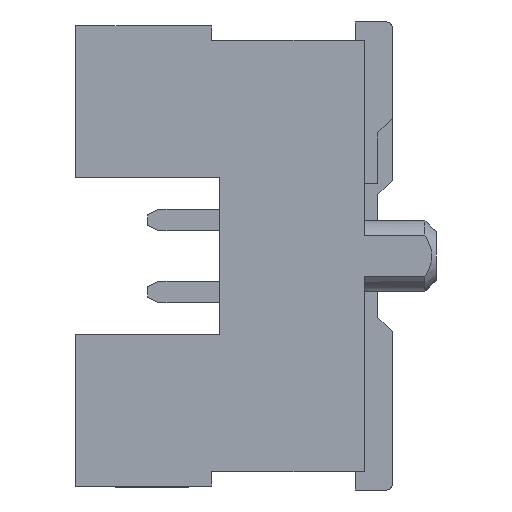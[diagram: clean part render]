
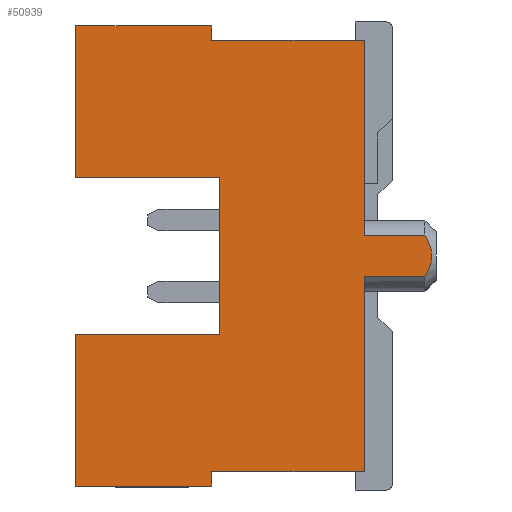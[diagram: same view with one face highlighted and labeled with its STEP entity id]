
A CAD part, left-side view. The second image highlights one B-rep face of the part: STEP entity #50939.
In plain terms, the highlighted planar face has unit normal (-1, 0, 0).
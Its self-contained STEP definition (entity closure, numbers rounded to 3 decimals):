
#3227=DIRECTION('',(0.,1.,0.));
#3228=VECTOR('',#3227,2.54);
#3229=CARTESIAN_POINT('',(-20.32,2.56,-1.395));
#3230=LINE('',#3229,#3228);
#3448=DIRECTION('',(0.,1.,0.));
#3449=VECTOR('',#3448,2.7);
#3450=CARTESIAN_POINT('',(-20.32,0.,3.81));
#3451=LINE('',#3450,#3449);
#3460=DIRECTION('',(0.,0.,1.));
#3461=VECTOR('',#3460,0.255);
#3462=CARTESIAN_POINT('',(-20.32,2.7,3.81));
#3463=LINE('',#3462,#3461);
#3476=DIRECTION('',(0.,-1.,0.));
#3477=VECTOR('',#3476,2.4);
#3478=CARTESIAN_POINT('',(-20.32,5.1,4.065));
#3479=LINE('',#3478,#3477);
#3480=DIRECTION('',(0.,0.,1.));
#3481=VECTOR('',#3480,3.44);
#3482=CARTESIAN_POINT('',(-20.32,0.,-3.81));
#3483=LINE('',#3482,#3481);
#3484=DIRECTION('',(0.,0.,-1.));
#3485=VECTOR('',#3484,2.67);
#3486=CARTESIAN_POINT('',(-20.32,5.1,-1.395));
#3487=LINE('',#3486,#3485);
#3488=DIRECTION('',(0.,-1.,0.));
#3489=VECTOR('',#3488,2.54);
#3490=CARTESIAN_POINT('',(-20.32,5.1,1.395));
#3491=LINE('',#3490,#3489);
#3492=DIRECTION('',(0.,0.,-1.));
#3493=VECTOR('',#3492,2.67);
#3494=CARTESIAN_POINT('',(-20.32,5.1,4.065));
#3495=LINE('',#3494,#3493);
#3496=DIRECTION('',(0.,0.,1.));
#3497=VECTOR('',#3496,3.44);
#3498=CARTESIAN_POINT('',(-20.32,0.,0.37));
#3499=LINE('',#3498,#3497);
#3518=DIRECTION('',(0.,1.,0.));
#3519=VECTOR('',#3518,1.07);
#3520=CARTESIAN_POINT('',(-20.32,-1.07,
0.37));
#3521=LINE('',#3520,#3519);
#3522=DIRECTION('',(0.,-1.,0.));
#3523=VECTOR('',#3522,1.07);
#3524=CARTESIAN_POINT('',(-20.32,0.,-0.37));
#3525=LINE('',#3524,#3523);
#3538=CARTESIAN_POINT('',(-20.32,-1.07,
-0.37));
#3539=CARTESIAN_POINT('',(-20.32,-1.096,
-0.325));
#3540=CARTESIAN_POINT('',(-20.32,-1.141,
-0.238));
#3541=CARTESIAN_POINT('',(-20.32,-1.182,
-0.115));
#3542=CARTESIAN_POINT('',(-20.32,-1.194,
0.));
#3543=CARTESIAN_POINT('',(-20.32,-1.182,
0.115));
#3544=CARTESIAN_POINT('',(-20.32,-1.141,
0.238));
#3545=CARTESIAN_POINT('',(-20.32,-1.096,
0.325));
#3546=CARTESIAN_POINT('',(-20.32,-1.07,
0.37));
#3581=DIRECTION('',(0.,-1.,0.));
#3582=VECTOR('',#3581,2.7);
#3583=CARTESIAN_POINT('',(-20.32,2.7,-3.81));
#3584=LINE('',#3583,#3582);
#3609=DIRECTION('',(0.,0.,1.));
#3610=VECTOR('',#3609,0.255);
#3611=CARTESIAN_POINT('',(-20.32,2.7,-4.065));
#3612=LINE('',#3611,#3610);
#3621=DIRECTION('',(0.,1.,0.));
#3622=VECTOR('',#3621,2.4);
#3623=CARTESIAN_POINT('',(-20.32,2.7,-4.065));
#3624=LINE('',#3623,#3622);
#5065=DIRECTION('',(0.,0.,-1.));
#5066=VECTOR('',#5065,2.79);
#5067=CARTESIAN_POINT('',(-20.32,2.56,1.395));
#5068=LINE('',#5067,#5066);
#42539=CARTESIAN_POINT('',(-20.32,0.,3.81));
#42540=VERTEX_POINT('',#42539);
#42541=CARTESIAN_POINT('',(-20.32,0.,0.37));
#42542=VERTEX_POINT('',#42541);
#42543=CARTESIAN_POINT('',(-20.32,0.,-0.37));
#42544=VERTEX_POINT('',#42543);
#42545=CARTESIAN_POINT('',(-20.32,0.,-3.81));
#42546=VERTEX_POINT('',#42545);
#43549=CARTESIAN_POINT('',(-20.32,5.1,4.065));
#43550=VERTEX_POINT('',#43549);
#43551=CARTESIAN_POINT('',(-20.32,5.1,1.395));
#43552=VERTEX_POINT('',#43551);
#43555=CARTESIAN_POINT('',(-20.32,5.1,-1.395));
#43556=VERTEX_POINT('',#43555);
#43557=CARTESIAN_POINT('',(-20.32,5.1,-4.065));
#43558=VERTEX_POINT('',#43557);
#43571=CARTESIAN_POINT('',(-20.32,2.56,1.395));
#43572=VERTEX_POINT('',#43571);
#43573=CARTESIAN_POINT('',(-20.32,-1.07,
0.37));
#43574=VERTEX_POINT('',#43573);
#43575=VERTEX_POINT('',#3538);
#43576=CARTESIAN_POINT('',(-20.32,2.7,-3.81));
#43577=VERTEX_POINT('',#43576);
#43578=CARTESIAN_POINT('',(-20.32,2.7,-4.065));
#43579=VERTEX_POINT('',#43578);
#43580=CARTESIAN_POINT('',(-20.32,2.56,-1.395));
#43581=VERTEX_POINT('',#43580);
#43582=CARTESIAN_POINT('',(-20.32,2.7,4.065));
#43583=VERTEX_POINT('',#43582);
#43584=CARTESIAN_POINT('',(-20.32,2.7,3.81));
#43585=VERTEX_POINT('',#43584);
#50909=CARTESIAN_POINT('',(-20.32,1.954,0.));
#50910=DIRECTION('',(1.,0.,0.));
#50911=DIRECTION('',(0.,0.,1.));
#50912=AXIS2_PLACEMENT_3D('',#50909,#50910,#50911);
#50913=PLANE('',#50912);
#50915=ORIENTED_EDGE('',*,*,#50914,.F.);
#50917=ORIENTED_EDGE('',*,*,#50916,.F.);
#50919=ORIENTED_EDGE('',*,*,#50918,.F.);
#50920=ORIENTED_EDGE('',*,*,#47465,.F.);
#50922=ORIENTED_EDGE('',*,*,#50921,.F.);
#50924=ORIENTED_EDGE('',*,*,#50923,.F.);
#50926=ORIENTED_EDGE('',*,*,#50925,.T.);
#50927=ORIENTED_EDGE('',*,*,#50563,.F.);
#50928=ORIENTED_EDGE('',*,*,#50601,.F.);
#50930=ORIENTED_EDGE('',*,*,#50929,.F.);
#50931=ORIENTED_EDGE('',*,*,#50650,.F.);
#50932=ORIENTED_EDGE('',*,*,#50674,.F.);
#50933=ORIENTED_EDGE('',*,*,#50904,.T.);
#50934=ORIENTED_EDGE('',*,*,#50891,.F.);
#50935=ORIENTED_EDGE('',*,*,#50877,.F.);
#50936=ORIENTED_EDGE('',*,*,#47469,.F.);
#50937=EDGE_LOOP('',(#50915,#50917,#50919,#50920,#50922,#50924,#50926,#50927,
#50928,#50930,#50931,#50932,#50933,#50934,#50935,#50936));
#50938=FACE_OUTER_BOUND('',#50937,.F.);
#50939=ADVANCED_FACE('',(#50938),#50913,.F.);
#3547=B_SPLINE_CURVE_WITH_KNOTS('',3,(#3538,#3539,#3540,#3541,#3542,#3543,#3544,
#3545,#3546),.UNSPECIFIED.,.F.,.F.,(4,1,1,1,1,1,4),(0.,0.167,
0.333,0.5,0.667,0.833,1.),
.UNSPECIFIED.);
#47465=EDGE_CURVE('',#42546,#42544,#3483,.T.);
#47469=EDGE_CURVE('',#42542,#42540,#3499,.T.);
#50563=EDGE_CURVE('',#43556,#43558,#3487,.T.);
#50601=EDGE_CURVE('',#43581,#43556,#3230,.T.);
#50650=EDGE_CURVE('',#43552,#43572,#3491,.T.);
#50674=EDGE_CURVE('',#43550,#43552,#3495,.T.);
#50877=EDGE_CURVE('',#42540,#43585,#3451,.T.);
#50891=EDGE_CURVE('',#43585,#43583,#3463,.T.);
#50904=EDGE_CURVE('',#43550,#43583,#3479,.T.);
#50914=EDGE_CURVE('',#43574,#42542,#3521,.T.);
#50916=EDGE_CURVE('',#43575,#43574,#3547,.T.);
#50918=EDGE_CURVE('',#42544,#43575,#3525,.T.);
#50921=EDGE_CURVE('',#43577,#42546,#3584,.T.);
#50923=EDGE_CURVE('',#43579,#43577,#3612,.T.);
#50925=EDGE_CURVE('',#43579,#43558,#3624,.T.);
#50929=EDGE_CURVE('',#43572,#43581,#5068,.T.);
